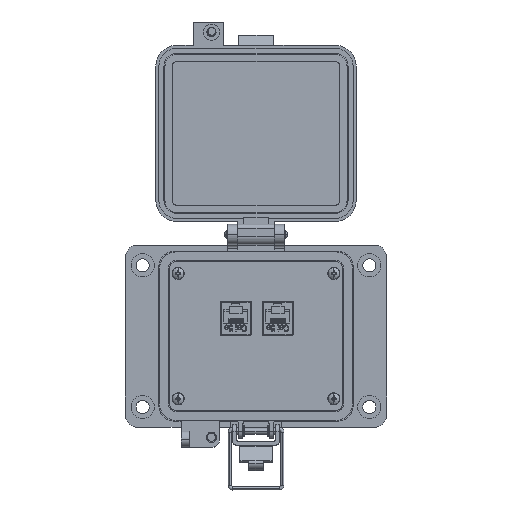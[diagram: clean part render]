
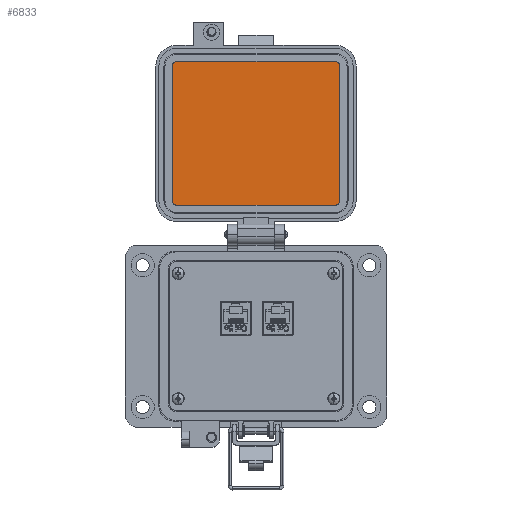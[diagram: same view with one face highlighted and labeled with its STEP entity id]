
A CAD part, top view. The second image highlights one B-rep face of the part: STEP entity #6833.
In plain terms, the highlighted planar face has unit normal (0, 0, 1).
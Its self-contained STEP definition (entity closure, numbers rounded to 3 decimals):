
#29 = DIRECTION ( 'NONE',  ( 0., 0., -1. ) ) ;
#279 = DIRECTION ( 'NONE',  ( 1., 0., 0. ) ) ;
#1088 = VERTEX_POINT ( 'NONE', #48066 ) ;
#1229 = EDGE_CURVE ( 'NONE', #4517, #13413, #26015, .T. ) ;
#1864 = ORIENTED_EDGE ( 'NONE', *, *, #1229, .F. ) ;
#2863 = CARTESIAN_POINT ( 'NONE',  ( 38.212, 60.004, 19.202 ) ) ;
#3408 = CARTESIAN_POINT ( 'NONE',  ( -44.769, 93.196, 19.202 ) ) ;
#4517 = VERTEX_POINT ( 'NONE', #10162 ) ;
#4552 = EDGE_CURVE ( 'NONE', #12295, #48319, #31436, .T. ) ;
#5102 = ORIENTED_EDGE ( 'NONE', *, *, #43867, .F. ) ;
#6833 = ADVANCED_FACE ( 'NONE', ( #24823 ), #7586, .T. ) ;
#7586 = PLANE ( 'NONE',  #30343 ) ;
#8301 = EDGE_CURVE ( 'NONE', #25344, #28229, #27060, .T. ) ;
#8687 = LINE ( 'NONE', #3408, #12317 ) ;
#9318 = CARTESIAN_POINT ( 'NONE',  ( -3.279, 57.705, 19.202 ) ) ;
#10077 = CARTESIAN_POINT ( 'NONE',  ( 35.912, 60.004, 19.202 ) ) ;
#10162 = CARTESIAN_POINT ( 'NONE',  ( 35.912, 57.705, 19.202 ) ) ;
#10211 = LINE ( 'NONE', #13222, #44616 ) ;
#12079 = DIRECTION ( 'NONE',  ( -1., 0., 0. ) ) ;
#12295 = VERTEX_POINT ( 'NONE', #50402 ) ;
#12317 = VECTOR ( 'NONE', #32055, 1000. ) ;
#13222 = CARTESIAN_POINT ( 'NONE',  ( 38.212, 93.196, 19.202 ) ) ;
#13413 = VERTEX_POINT ( 'NONE', #43321 ) ;
#14322 = DIRECTION ( 'NONE',  ( 0., -1., 0. ) ) ;
#14525 = ORIENTED_EDGE ( 'NONE', *, *, #33542, .F. ) ;
#15103 = ORIENTED_EDGE ( 'NONE', *, *, #39978, .F. ) ;
#16872 = VECTOR ( 'NONE', #35020, 1000. ) ;
#17621 = DIRECTION ( 'NONE',  ( 0., -1., 0. ) ) ;
#18083 = ORIENTED_EDGE ( 'NONE', *, *, #30649, .F. ) ;
#18566 = VECTOR ( 'NONE', #33709, 1000. ) ;
#19259 = CIRCLE ( 'NONE', #52291, 2.299 ) ;
#20419 = ORIENTED_EDGE ( 'NONE', *, *, #4552, .F. ) ;
#20574 = DIRECTION ( 'NONE',  ( 0., 0., 1. ) ) ;
#21868 = AXIS2_PLACEMENT_3D ( 'NONE', #10077, #41914, #14322 ) ;
#22842 = LINE ( 'NONE', #39023, #16872 ) ;
#24823 = FACE_OUTER_BOUND ( 'NONE', #33354, .T. ) ;
#25344 = VERTEX_POINT ( 'NONE', #38875 ) ;
#26015 = LINE ( 'NONE', #9318, #18566 ) ;
#26065 = CIRCLE ( 'NONE', #21868, 2.299 ) ;
#26935 = DIRECTION ( 'NONE',  ( 0., -1., 0. ) ) ;
#27060 = CIRCLE ( 'NONE', #41448, 2.299 ) ;
#28229 = VERTEX_POINT ( 'NONE', #46082 ) ;
#28262 = CARTESIAN_POINT ( 'NONE',  ( 39.871, 130.108, 19.202 ) ) ;
#30343 = AXIS2_PLACEMENT_3D ( 'NONE', #28262, #20574, #12079 ) ;
#30649 = EDGE_CURVE ( 'NONE', #1088, #12295, #8687, .T. ) ;
#31436 = CIRCLE ( 'NONE', #50049, 2.299 ) ;
#32055 = DIRECTION ( 'NONE',  ( 0., 1., 0. ) ) ;
#33354 = EDGE_LOOP ( 'NONE', ( #50690, #15103, #38934, #5102, #20419, #18083, #14525, #1864 ) ) ;
#33435 = DIRECTION ( 'NONE',  ( 1., 0., 0. ) ) ;
#33542 = EDGE_CURVE ( 'NONE', #13413, #1088, #19259, .T. ) ;
#33709 = DIRECTION ( 'NONE',  ( -1., 0., 0. ) ) ;
#33724 = EDGE_CURVE ( 'NONE', #35246, #4517, #26065, .T. ) ;
#34555 = CARTESIAN_POINT ( 'NONE',  ( -42.469, 128.688, 19.202 ) ) ;
#35020 = DIRECTION ( 'NONE',  ( 1., 0., 0. ) ) ;
#35246 = VERTEX_POINT ( 'NONE', #2863 ) ;
#38875 = CARTESIAN_POINT ( 'NONE',  ( 35.912, 128.688, 19.202 ) ) ;
#38934 = ORIENTED_EDGE ( 'NONE', *, *, #8301, .F. ) ;
#39023 = CARTESIAN_POINT ( 'NONE',  ( -3.279, 128.688, 19.202 ) ) ;
#39978 = EDGE_CURVE ( 'NONE', #28229, #35246, #10211, .T. ) ;
#40324 = CARTESIAN_POINT ( 'NONE',  ( 35.912, 126.389, 19.202 ) ) ;
#41448 = AXIS2_PLACEMENT_3D ( 'NONE', #40324, #29, #279 ) ;
#41914 = DIRECTION ( 'NONE',  ( 0., 0., -1. ) ) ;
#42515 = CARTESIAN_POINT ( 'NONE',  ( -42.469, 126.389, 19.202 ) ) ;
#43321 = CARTESIAN_POINT ( 'NONE',  ( -42.469, 57.705, 19.202 ) ) ;
#43867 = EDGE_CURVE ( 'NONE', #48319, #25344, #22842, .T. ) ;
#44616 = VECTOR ( 'NONE', #26935, 1000. ) ;
#44873 = DIRECTION ( 'NONE',  ( 0., 0., -1. ) ) ;
#45377 = CARTESIAN_POINT ( 'NONE',  ( -42.469, 60.004, 19.202 ) ) ;
#46082 = CARTESIAN_POINT ( 'NONE',  ( 38.212, 126.389, 19.202 ) ) ;
#48066 = CARTESIAN_POINT ( 'NONE',  ( -44.769, 60.004, 19.202 ) ) ;
#48319 = VERTEX_POINT ( 'NONE', #34555 ) ;
#49958 = DIRECTION ( 'NONE',  ( 0., 0., -1. ) ) ;
#50049 = AXIS2_PLACEMENT_3D ( 'NONE', #42515, #49958, #17621 ) ;
#50402 = CARTESIAN_POINT ( 'NONE',  ( -44.769, 126.389, 19.202 ) ) ;
#50690 = ORIENTED_EDGE ( 'NONE', *, *, #33724, .F. ) ;
#52291 = AXIS2_PLACEMENT_3D ( 'NONE', #45377, #44873, #33435 ) ;
